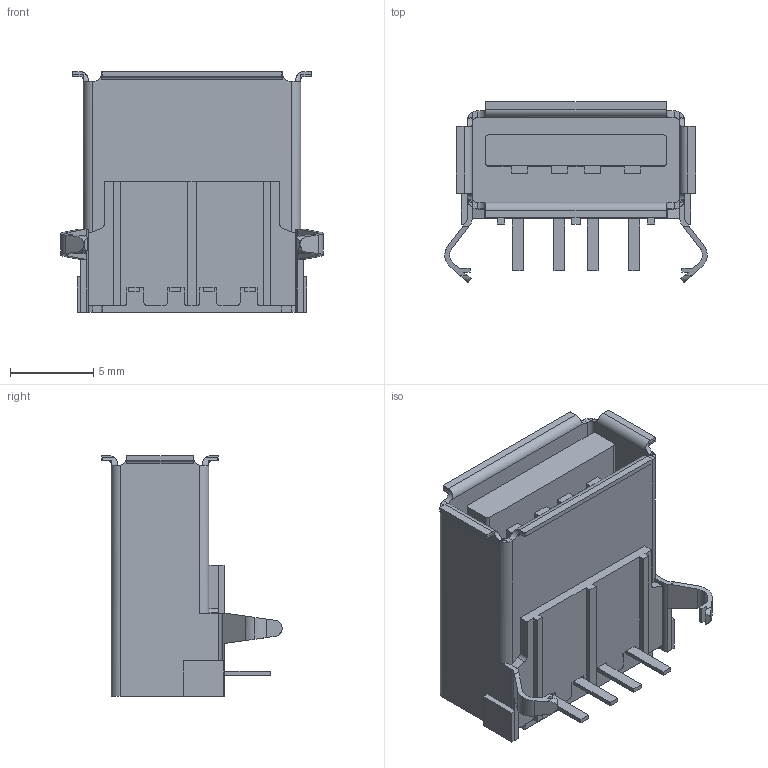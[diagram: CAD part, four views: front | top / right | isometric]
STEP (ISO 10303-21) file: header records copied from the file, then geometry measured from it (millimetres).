
FILE_DESCRIPTION(('STEP AP214'),'1');
FILE_NAME('14388.stp','2018-09-08T20:12:38',('TraceParts'),('TraceParts S.A.'),'Spatial InterOp 3D',' ',' ');
FILE_SCHEMA(('automotive_design'));
Length unit declared in the file: millimetre
Products named in the file (1): 14388
Bounding box: 15.8 x 10.85 x 14.5 mm (x, y, z)
Volume: 586.9 mm3; surface area: 1692.6 mm2
Topology: 1 solids, 1 shells, 245 faces, 724 edges, 482 vertices
Faces by surface type: plane 179, cylinder 66
Entity records: 16282 total; most frequent: CARTESIAN_POINT 1614, STYLED_ITEM 1451, PRESENTATION_STYLE_ASSIGNMENT 1451, COLOUR_RGB 1451, ORIENTED_EDGE 1448, DIRECTION 1346, EDGE_CURVE 724, CURVE_STYLE 724
